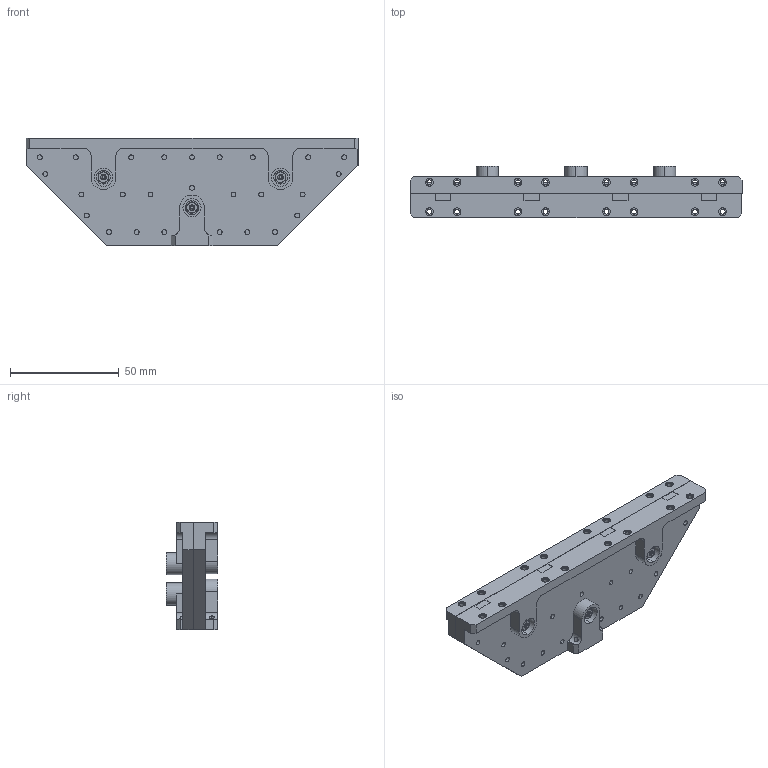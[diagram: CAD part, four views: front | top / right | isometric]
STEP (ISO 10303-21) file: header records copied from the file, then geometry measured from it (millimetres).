
FILE_DESCRIPTION (( 'STEP AP203' ), '1' );
FILE_NAME ('SWP-30340304-28-E1.STEP', '2019-06-13T00:27:21', ( '' ), ( '' ), 'SwSTEP 2.0', 'SolidWorks 2016', '' );
FILE_SCHEMA (( 'CONFIG_CONTROL_DESIGN' ));
Length unit declared in the file: inch
Products named in the file (1): SWP-30340304-28-E1
Bounding box: 152.4 x 23.75 x 49.53 mm (x, y, z)
Volume: 75147.3 mm3; surface area: 39607.6 mm2
Topology: 39 solids, 39 shells, 1399 faces, 3071 edges, 1854 vertices
Faces by surface type: cylinder 503, plane 474, cone 416, bspline 6
Entity records: 41616 total; most frequent: CARTESIAN_POINT 10502, DIRECTION 6762, ORIENTED_EDGE 6134, EDGE_CURVE 3067, AXIS2_PLACEMENT_3D 2690, VERTEX_POINT 1854, EDGE_LOOP 1661, FACE_OUTER_BOUND 1399
